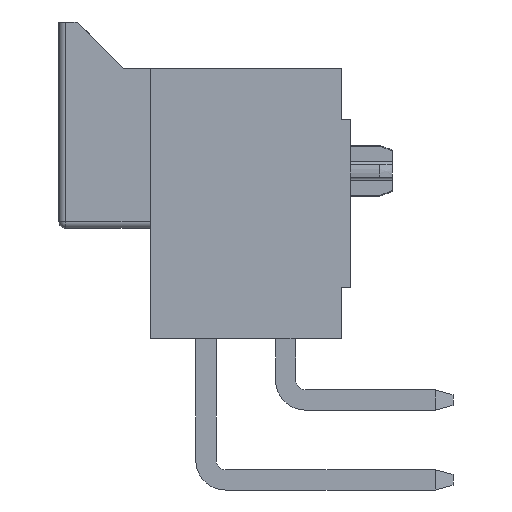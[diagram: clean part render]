
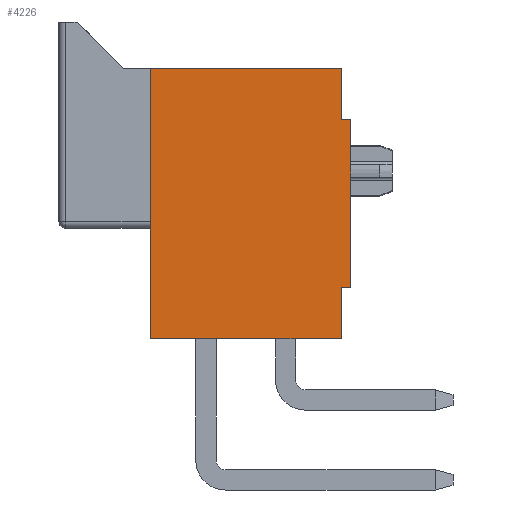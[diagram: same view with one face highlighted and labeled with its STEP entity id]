
A CAD part, left-side view. The second image highlights one B-rep face of the part: STEP entity #4226.
In plain terms, the highlighted planar face has unit normal (-1, 0, 0).
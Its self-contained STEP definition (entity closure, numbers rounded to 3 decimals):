
#1=DIRECTION('',(0.,0.,1.));
#2=VECTOR('',#1,1.6);
#3=CARTESIAN_POINT('',(-5.47,-2.99,-4.23));
#4=LINE('',#3,#2);
#17=DIRECTION('',(0.,0.,1.));
#18=VECTOR('',#17,1.6);
#19=CARTESIAN_POINT('',(-5.47,-2.99,2.63));
#20=LINE('',#19,#18);
#193=DIRECTION('',(0.,-1.,0.));
#194=VECTOR('',#193,0.3);
#195=CARTESIAN_POINT('',(-5.47,-2.99,2.63));
#196=LINE('',#195,#194);
#197=DIRECTION('',(0.,1.,0.));
#198=VECTOR('',#197,5.98);
#199=CARTESIAN_POINT('',(-5.47,-2.99,-4.23));
#200=LINE('',#199,#198);
#209=DIRECTION('',(0.,-1.,0.));
#210=VECTOR('',#209,0.3);
#211=CARTESIAN_POINT('',(-5.47,-2.99,-2.63));
#212=LINE('',#211,#210);
#229=DIRECTION('',(0.,0.,-1.));
#230=VECTOR('',#229,5.26);
#231=CARTESIAN_POINT('',(-5.47,-3.29,2.63));
#232=LINE('',#231,#230);
#421=DIRECTION('',(0.,1.,0.));
#422=VECTOR('',#421,5.98);
#423=CARTESIAN_POINT('',(-5.47,-2.99,4.23));
#424=LINE('',#423,#422);
#813=DIRECTION('',(0.,0.,1.));
#814=VECTOR('',#813,8.46);
#815=CARTESIAN_POINT('',(-5.47,2.99,-4.23));
#816=LINE('',#815,#814);
#3169=CARTESIAN_POINT('',(-5.47,-2.99,4.23));
#3171=VERTEX_POINT('',#3169);
#3174=CARTESIAN_POINT('',(-5.47,-2.99,-4.23));
#3176=VERTEX_POINT('',#3174);
#3177=CARTESIAN_POINT('',(-5.47,2.99,-4.23));
#3178=CARTESIAN_POINT('',(-5.47,2.99,4.23));
#3179=VERTEX_POINT('',#3177);
#3180=VERTEX_POINT('',#3178);
#3206=CARTESIAN_POINT('',(-5.47,-3.29,2.63));
#3208=VERTEX_POINT('',#3206);
#3211=CARTESIAN_POINT('',(-5.47,-3.29,-2.63));
#3212=VERTEX_POINT('',#3211);
#3213=CARTESIAN_POINT('',(-5.47,-2.99,-2.63));
#3214=VERTEX_POINT('',#3213);
#3479=CARTESIAN_POINT('',(-5.47,-2.99,2.63));
#3480=VERTEX_POINT('',#3479);
#4205=CARTESIAN_POINT('',(-5.47,-2.99,-4.23));
#4206=DIRECTION('',(-1.,0.,0.));
#4207=DIRECTION('',(0.,0.,1.));
#4208=AXIS2_PLACEMENT_3D('',#4205,#4206,#4207);
#4209=PLANE('',#4208);
#4210=ORIENTED_EDGE('',*,*,#4118,.F.);
#4212=ORIENTED_EDGE('',*,*,#4211,.T.);
#4214=ORIENTED_EDGE('',*,*,#4213,.T.);
#4216=ORIENTED_EDGE('',*,*,#4215,.F.);
#4217=ORIENTED_EDGE('',*,*,#4110,.F.);
#4219=ORIENTED_EDGE('',*,*,#4218,.T.);
#4221=ORIENTED_EDGE('',*,*,#4220,.T.);
#4223=ORIENTED_EDGE('',*,*,#4222,.F.);
#4224=EDGE_LOOP('',(#4210,#4212,#4214,#4216,#4217,#4219,#4221,#4223));
#4225=FACE_OUTER_BOUND('',#4224,.F.);
#4226=ADVANCED_FACE('',(#4225),#4209,.T.);
#4110=EDGE_CURVE('',#3176,#3214,#4,.T.);
#4118=EDGE_CURVE('',#3480,#3171,#20,.T.);
#4211=EDGE_CURVE('',#3480,#3208,#196,.T.);
#4213=EDGE_CURVE('',#3208,#3212,#232,.T.);
#4215=EDGE_CURVE('',#3214,#3212,#212,.T.);
#4218=EDGE_CURVE('',#3176,#3179,#200,.T.);
#4220=EDGE_CURVE('',#3179,#3180,#816,.T.);
#4222=EDGE_CURVE('',#3171,#3180,#424,.T.);
